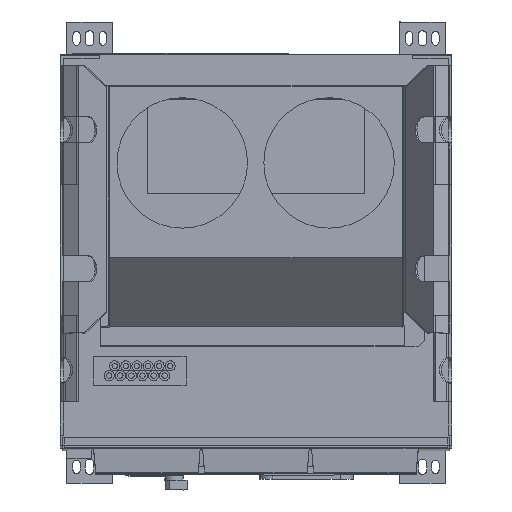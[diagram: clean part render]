
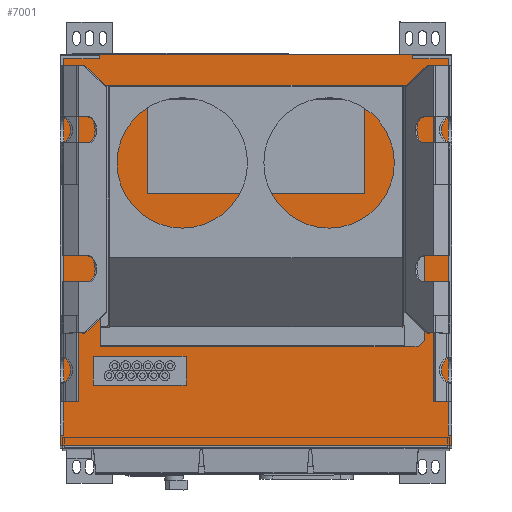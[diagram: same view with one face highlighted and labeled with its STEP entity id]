
A CAD part, top view. The second image highlights one B-rep face of the part: STEP entity #7001.
In plain terms, the highlighted planar face has unit normal (0, 0, 1).
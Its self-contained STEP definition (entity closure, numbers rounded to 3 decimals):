
#7001=ADVANCED_FACE('',(#17257,#17258,#17259,#17260,#17261),#8546,.T.);
#8546=PLANE('',#35890);
#9884=LINE('',#46207,#13313);
#10124=LINE('',#47282,#13553);
#10127=LINE('',#47288,#13556);
#10129=LINE('',#47292,#13558);
#10131=LINE('',#47296,#13560);
#10133=LINE('',#47300,#13562);
#10135=LINE('',#47304,#13564);
#10137=LINE('',#47308,#13566);
#10139=LINE('',#47312,#13568);
#10141=LINE('',#47316,#13570);
#10143=LINE('',#47320,#13572);
#10145=LINE('',#47324,#13574);
#10147=LINE('',#47328,#13576);
#10149=LINE('',#47332,#13578);
#10151=LINE('',#47336,#13580);
#10153=LINE('',#47340,#13582);
#10155=LINE('',#47344,#13584);
#10158=LINE('',#47350,#13587);
#10159=LINE('',#47352,#13588);
#10160=LINE('',#47355,#13589);
#10161=LINE('',#47357,#13590);
#10162=LINE('',#47359,#13591);
#10163=LINE('',#47360,#13592);
#10164=LINE('',#47362,#13593);
#13313=VECTOR('',#37962,1.);
#13553=VECTOR('',#38632,1.);
#13556=VECTOR('',#38637,1.);
#13558=VECTOR('',#38641,1.);
#13560=VECTOR('',#38645,1.);
#13562=VECTOR('',#38649,1.);
#13564=VECTOR('',#38653,1.);
#13566=VECTOR('',#38657,1.);
#13568=VECTOR('',#38661,1.);
#13570=VECTOR('',#38665,1.);
#13572=VECTOR('',#38669,1.);
#13574=VECTOR('',#38673,1.);
#13576=VECTOR('',#38677,1.);
#13578=VECTOR('',#38681,1.);
#13580=VECTOR('',#38685,1.);
#13582=VECTOR('',#38689,1.);
#13584=VECTOR('',#38693,1.);
#13587=VECTOR('',#38698,1.);
#13588=VECTOR('',#38701,1.);
#13589=VECTOR('',#38702,1.);
#13590=VECTOR('',#38703,1.);
#13591=VECTOR('',#38704,1.);
#13592=VECTOR('',#38705,1.);
#13593=VECTOR('',#38706,1.);
#17257=FACE_BOUND('',#18134,.T.);
#17258=FACE_BOUND('',#18135,.T.);
#17259=FACE_BOUND('',#18136,.T.);
#17260=FACE_BOUND('',#18137,.T.);
#17261=FACE_BOUND('',#18138,.T.);
#18134=EDGE_LOOP('',(#21011,#21012,#21013,#21014));
#18135=EDGE_LOOP('',(#21015,#21016,#21017,#21018));
#18136=EDGE_LOOP('',(#21019,#21020,#21021,#21022,#21023,#21024));
#18137=EDGE_LOOP('',(#21025,#21026,#21027,#21028));
#18138=EDGE_LOOP('',(#21029,#21030,#21031,#21032,#21033,#21034));
#21011=ORIENTED_EDGE('',*,*,#31843,.F.);
#21012=ORIENTED_EDGE('',*,*,#31844,.F.);
#21013=ORIENTED_EDGE('',*,*,#31845,.F.);
#21014=ORIENTED_EDGE('',*,*,#31846,.F.);
#21015=ORIENTED_EDGE('',*,*,#31847,.F.);
#21016=ORIENTED_EDGE('',*,*,#31842,.F.);
#21017=ORIENTED_EDGE('',*,*,#31436,.T.);
#21018=ORIENTED_EDGE('',*,*,#31848,.T.);
#21019=ORIENTED_EDGE('',*,*,#31839,.F.);
#21020=ORIENTED_EDGE('',*,*,#31837,.T.);
#21021=ORIENTED_EDGE('',*,*,#31835,.T.);
#21022=ORIENTED_EDGE('',*,*,#31833,.T.);
#21023=ORIENTED_EDGE('',*,*,#31831,.T.);
#21024=ORIENTED_EDGE('',*,*,#31829,.F.);
#21025=ORIENTED_EDGE('',*,*,#31827,.F.);
#21026=ORIENTED_EDGE('',*,*,#31825,.F.);
#21027=ORIENTED_EDGE('',*,*,#31823,.F.);
#21028=ORIENTED_EDGE('',*,*,#31821,.F.);
#21029=ORIENTED_EDGE('',*,*,#31808,.T.);
#21030=ORIENTED_EDGE('',*,*,#31819,.T.);
#21031=ORIENTED_EDGE('',*,*,#31817,.T.);
#21032=ORIENTED_EDGE('',*,*,#31815,.T.);
#21033=ORIENTED_EDGE('',*,*,#31813,.T.);
#21034=ORIENTED_EDGE('',*,*,#31811,.T.);
#28563=VERTEX_POINT('',#46206);
#28564=VERTEX_POINT('',#46208);
#28828=VERTEX_POINT('',#47283);
#28829=VERTEX_POINT('',#47284);
#28830=VERTEX_POINT('',#47289);
#28831=VERTEX_POINT('',#47293);
#28832=VERTEX_POINT('',#47297);
#28833=VERTEX_POINT('',#47301);
#28834=VERTEX_POINT('',#47307);
#28835=VERTEX_POINT('',#47309);
#28836=VERTEX_POINT('',#47313);
#28837=VERTEX_POINT('',#47317);
#28838=VERTEX_POINT('',#47323);
#28839=VERTEX_POINT('',#47325);
#28840=VERTEX_POINT('',#47329);
#28841=VERTEX_POINT('',#47333);
#28842=VERTEX_POINT('',#47337);
#28843=VERTEX_POINT('',#47341);
#28844=VERTEX_POINT('',#47347);
#28846=VERTEX_POINT('',#47353);
#28847=VERTEX_POINT('',#47354);
#28848=VERTEX_POINT('',#47356);
#28849=VERTEX_POINT('',#47358);
#28850=VERTEX_POINT('',#47361);
#31436=EDGE_CURVE('',#28564,#28563,#9884,.T.);
#31808=EDGE_CURVE('',#28828,#28829,#10124,.T.);
#31811=EDGE_CURVE('',#28830,#28828,#10127,.T.);
#31813=EDGE_CURVE('',#28831,#28830,#10129,.T.);
#31815=EDGE_CURVE('',#28832,#28831,#10131,.T.);
#31817=EDGE_CURVE('',#28833,#28832,#10133,.T.);
#31819=EDGE_CURVE('',#28829,#28833,#10135,.T.);
#31821=EDGE_CURVE('',#28834,#28835,#10137,.T.);
#31823=EDGE_CURVE('',#28835,#28836,#10139,.T.);
#31825=EDGE_CURVE('',#28836,#28837,#10141,.T.);
#31827=EDGE_CURVE('',#28837,#28834,#10143,.T.);
#31829=EDGE_CURVE('',#28838,#28839,#10145,.T.);
#31831=EDGE_CURVE('',#28840,#28839,#10147,.T.);
#31833=EDGE_CURVE('',#28841,#28840,#10149,.T.);
#31835=EDGE_CURVE('',#28842,#28841,#10151,.T.);
#31837=EDGE_CURVE('',#28843,#28842,#10153,.T.);
#31839=EDGE_CURVE('',#28843,#28838,#10155,.T.);
#31842=EDGE_CURVE('',#28564,#28844,#10158,.T.);
#31843=EDGE_CURVE('',#28846,#28847,#10159,.T.);
#31844=EDGE_CURVE('',#28848,#28846,#10160,.T.);
#31845=EDGE_CURVE('',#28849,#28848,#10161,.T.);
#31846=EDGE_CURVE('',#28847,#28849,#10162,.T.);
#31847=EDGE_CURVE('',#28844,#28850,#10163,.T.);
#31848=EDGE_CURVE('',#28563,#28850,#10164,.T.);
#35890=AXIS2_PLACEMENT_3D('',#47363,#38707,#38708);
#37962=DIRECTION('',(-1.,0.,0.));
#38632=DIRECTION('',(1.,0.,0.));
#38637=DIRECTION('',(0.,1.,0.));
#38641=DIRECTION('',(-1.,0.,0.));
#38645=DIRECTION('',(0.,1.,0.));
#38649=DIRECTION('',(-1.,0.,0.));
#38653=DIRECTION('',(0.,-1.,0.));
#38657=DIRECTION('',(0.,-1.,0.));
#38661=DIRECTION('',(1.,0.,0.));
#38665=DIRECTION('',(0.,1.,0.));
#38669=DIRECTION('',(-1.,0.,0.));
#38673=DIRECTION('',(1.,0.,0.));
#38677=DIRECTION('',(0.,-1.,0.));
#38681=DIRECTION('',(-1.,0.,0.));
#38685=DIRECTION('',(0.,-1.,0.));
#38689=DIRECTION('',(1.,0.,0.));
#38693=DIRECTION('',(0.,-1.,0.));
#38698=DIRECTION('',(0.,-1.,0.));
#38701=DIRECTION('',(1.,0.,0.));
#38702=DIRECTION('',(0.,-1.,0.));
#38703=DIRECTION('',(-1.,0.,0.));
#38704=DIRECTION('',(0.,1.,0.));
#38705=DIRECTION('',(-1.,0.,0.));
#38706=DIRECTION('',(0.,-1.,0.));
#38707=DIRECTION('',(0.,0.,1.));
#38708=DIRECTION('',(1.,0.,0.));
#46206=CARTESIAN_POINT('',(-1950.,600.,1899.5));
#46207=CARTESIAN_POINT('',(0.,600.,1899.5));
#46208=CARTESIAN_POINT('',(-1350.,600.,1899.5));
#47282=CARTESIAN_POINT('',(-1412.5,598.498,1899.5));
#47283=CARTESIAN_POINT('',(-1410.,598.498,1899.5));
#47284=CARTESIAN_POINT('',(-1351.,598.498,1899.5));
#47288=CARTESIAN_POINT('',(-1410.,600.,1899.5));
#47289=CARTESIAN_POINT('',(-1410.,593.5,1899.5));
#47292=CARTESIAN_POINT('',(-1412.5,593.5,1899.5));
#47293=CARTESIAN_POINT('',(-1355.,593.5,1899.5));
#47296=CARTESIAN_POINT('',(-1355.,600.,1899.5));
#47297=CARTESIAN_POINT('',(-1355.,16.,1899.5));
#47300=CARTESIAN_POINT('',(-1350.,16.,1899.5));
#47301=CARTESIAN_POINT('',(-1351.,16.,1899.5));
#47304=CARTESIAN_POINT('',(-1351.,16.,1899.5));
#47307=CARTESIAN_POINT('',(-1899.25,137.,1899.5));
#47308=CARTESIAN_POINT('',(-1899.25,93.,1899.5));
#47309=CARTESIAN_POINT('',(-1899.25,93.,1899.5));
#47312=CARTESIAN_POINT('',(-1899.25,93.,1899.5));
#47313=CARTESIAN_POINT('',(-1757.25,93.,1899.5));
#47316=CARTESIAN_POINT('',(-1757.25,93.,1899.5));
#47317=CARTESIAN_POINT('',(-1757.25,137.,1899.5));
#47320=CARTESIAN_POINT('',(-1899.25,137.,1899.5));
#47323=CARTESIAN_POINT('',(-1949.,16.,1899.5));
#47324=CARTESIAN_POINT('',(-1410.,16.,1899.5));
#47325=CARTESIAN_POINT('',(-1945.,16.,1899.5));
#47328=CARTESIAN_POINT('',(-1945.,300.,1899.5));
#47329=CARTESIAN_POINT('',(-1945.,593.5,1899.5));
#47332=CARTESIAN_POINT('',(-1350.,593.5,1899.5));
#47333=CARTESIAN_POINT('',(-1890.,593.5,1899.5));
#47336=CARTESIAN_POINT('',(-1890.,400.,1899.5));
#47337=CARTESIAN_POINT('',(-1890.,598.498,1899.5));
#47340=CARTESIAN_POINT('',(-1350.,598.498,1899.5));
#47341=CARTESIAN_POINT('',(-1949.,598.498,1899.5));
#47344=CARTESIAN_POINT('',(-1949.,600.,1899.5));
#47347=CARTESIAN_POINT('',(-1350.,0.,1899.5));
#47350=CARTESIAN_POINT('',(-1350.,600.,1899.5));
#47352=CARTESIAN_POINT('',(-1494.5,386.75,1899.5));
#47353=CARTESIAN_POINT('',(-1816.5,386.75,1899.5));
#47354=CARTESIAN_POINT('',(-1483.5,386.75,1899.5));
#47355=CARTESIAN_POINT('',(-1816.5,531.75,1899.5));
#47356=CARTESIAN_POINT('',(-1816.5,531.75,1899.5));
#47357=CARTESIAN_POINT('',(-1805.5,531.75,1899.5));
#47358=CARTESIAN_POINT('',(-1483.5,531.75,1899.5));
#47359=CARTESIAN_POINT('',(-1483.5,456.75,1899.5));
#47360=CARTESIAN_POINT('',(-1350.,0.,1899.5));
#47361=CARTESIAN_POINT('',(-1950.,0.,1899.5));
#47362=CARTESIAN_POINT('',(-1950.,600.,1899.5));
#47363=CARTESIAN_POINT('',(-1350.,600.,1899.5));
